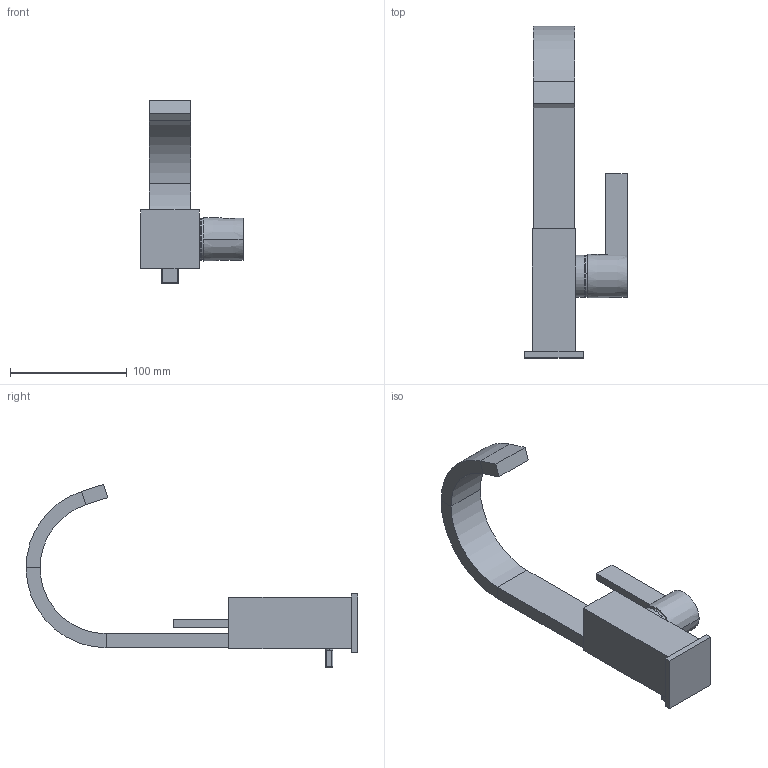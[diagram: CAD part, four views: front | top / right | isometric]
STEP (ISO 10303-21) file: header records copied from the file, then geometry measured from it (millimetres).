
FILE_DESCRIPTION (( 'STEP AP214' ), '1' );
FILE_NAME ('33502782.STEP', '2022-03-17T08:35:28', ( '' ), ( '' ), 'SwSTEP 2.0', 'SolidWorks 2020', '' );
FILE_SCHEMA (( 'AUTOMOTIVE_DESIGN' ));
Length unit declared in the file: millimetre
Products named in the file (7): Planungsmodell_Rohr-+-09.28.22.378-1_Kennzeichnung Dornbracht; Planungsmdoell_Koerper-+-09.19.78.026-1; Planungsmodell_Haube-+-09.28.30.049-1; Planungsmodell_Hebel-+-09.20.86.004-1; Planungsmodell_Rosette-+-09.27.66.021-1; Planungsmodell_Knopf-+-09.20.78.032-01; 33502782
Assembly tree (6 placements, depth 2):
  33502782
    Planungsmodell_Rosette-+-09.27.66.021-1
    Planungsmdoell_Koerper-+-09.19.78.026-1
    Planungsmodell_Haube-+-09.28.30.049-1
    Planungsmodell_Hebel-+-09.20.86.004-1
    Planungsmodell_Knopf-+-09.20.78.032-01
    Planungsmodell_Rohr-+-09.28.22.378-1_Kennzeichnung Dornbracht
Bounding box: 87.71 x 284 x 156.88 mm (x, y, z)
Volume: 376571.4 mm3; surface area: 71375 mm2
Topology: 6 solids, 6 shells, 74 faces, 162 edges, 97 vertices
Faces by surface type: plane 43, cylinder 20, sphere 7, torus 2, cone 2
Entity records: 2309 total; most frequent: CARTESIAN_POINT 397, DIRECTION 372, ORIENTED_EDGE 316, EDGE_CURVE 158, AXIS2_PLACEMENT_3D 136, VECTOR 100, LINE 100, VERTEX_POINT 97
